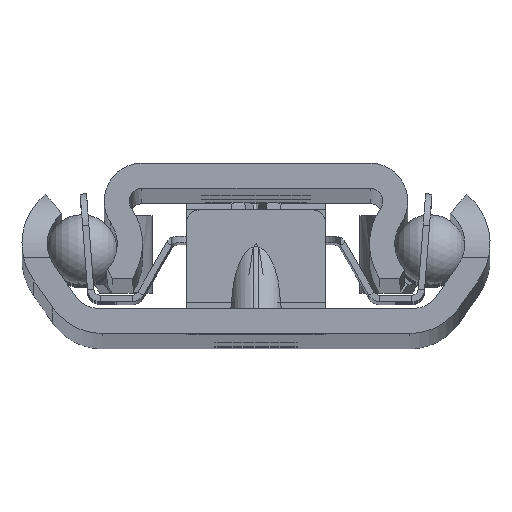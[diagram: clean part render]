
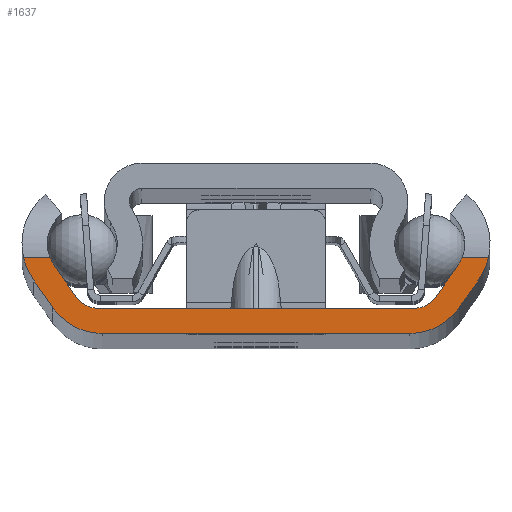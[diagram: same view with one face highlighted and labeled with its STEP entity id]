
A CAD part, top view. The second image highlights one B-rep face of the part: STEP entity #1637.
In plain terms, the highlighted planar face has unit normal (0, 0, 1).
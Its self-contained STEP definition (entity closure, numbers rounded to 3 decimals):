
#36=DIRECTION('',(-1.,0.,0.));
#37=VECTOR('',#36,2.086);
#38=CARTESIAN_POINT('',(18.377,6.,0.));
#39=LINE('',#38,#37);
#40=CARTESIAN_POINT('',(13.5,7.1,0.));
#41=DIRECTION('',(0.,0.,1.));
#42=DIRECTION('',(0.819,-0.574,0.));
#43=AXIS2_PLACEMENT_3D('',#40,#41,#42);
#45=DIRECTION('',(0.574,0.819,0.));
#46=VECTOR('',#45,2.694);
#47=CARTESIAN_POINT('',(16.051,2.026,0.));
#48=LINE('',#47,#46);
#49=DIRECTION('',(1.,0.,0.));
#50=VECTOR('',#49,24.319);
#51=CARTESIAN_POINT('',(-12.16,0.,0.));
#52=LINE('',#51,#50);
#53=DIRECTION('',(0.574,-0.819,0.));
#54=VECTOR('',#53,2.694);
#55=CARTESIAN_POINT('',(-17.596,4.232,0.));
#56=LINE('',#55,#54);
#57=CARTESIAN_POINT('',(-13.5,7.1,0.));
#58=DIRECTION('',(0.,0.,1.));
#59=DIRECTION('',(-0.975,-0.22,0.));
#60=AXIS2_PLACEMENT_3D('',#57,#58,#59);
#62=DIRECTION('',(-1.,0.,0.));
#63=VECTOR('',#62,2.086);
#64=CARTESIAN_POINT('',(-16.291,6.,0.));
#65=LINE('',#64,#63);
#66=CARTESIAN_POINT('',(-13.5,7.1,0.));
#67=DIRECTION('',(0.,0.,-1.));
#68=DIRECTION('',(-0.819,-0.574,0.));
#69=AXIS2_PLACEMENT_3D('',#66,#67,#68);
#71=DIRECTION('',(-0.574,0.819,0.));
#72=VECTOR('',#71,3.084);
#73=CARTESIAN_POINT('',(-14.188,2.853,0.));
#74=LINE('',#73,#72);
#75=DIRECTION('',(-1.,0.,0.));
#76=VECTOR('',#75,25.1);
#77=CARTESIAN_POINT('',(12.55,2.,0.));
#78=LINE('',#77,#76);
#79=DIRECTION('',(-0.574,-0.819,0.));
#80=VECTOR('',#79,3.084);
#81=CARTESIAN_POINT('',(15.957,5.379,0.));
#82=LINE('',#81,#80);
#83=CARTESIAN_POINT('',(13.5,7.1,0.));
#84=DIRECTION('',(0.,0.,-1.));
#85=DIRECTION('',(0.93,-0.367,0.));
#86=AXIS2_PLACEMENT_3D('',#83,#84,#85);
#125=CARTESIAN_POINT('',(12.55,4.,0.));
#126=DIRECTION('',(0.,0.,-1.));
#127=DIRECTION('',(0.819,-0.574,0.));
#128=AXIS2_PLACEMENT_3D('',#125,#126,#127);
#381=CARTESIAN_POINT('',(-12.55,4.,0.));
#382=DIRECTION('',(0.,0.,-1.));
#383=DIRECTION('',(0.,-1.,0.));
#384=AXIS2_PLACEMENT_3D('',#381,#382,#383);
#460=CARTESIAN_POINT('',(-12.16,4.75,0.));
#461=DIRECTION('',(0.,0.,1.));
#462=DIRECTION('',(-0.819,-0.574,0.));
#463=AXIS2_PLACEMENT_3D('',#460,#461,#462);
#660=CARTESIAN_POINT('',(12.16,4.75,0.));
#661=DIRECTION('',(0.,0.,1.));
#662=DIRECTION('',(0.,-1.,0.));
#663=AXIS2_PLACEMENT_3D('',#660,#661,#662);
#1330=CARTESIAN_POINT('',(-15.957,5.379,0.));
#1331=VERTEX_POINT('',#1330);
#1332=CARTESIAN_POINT('',(-17.596,4.232,0.));
#1333=VERTEX_POINT('',#1332);
#1334=CARTESIAN_POINT('',(17.596,4.232,0.));
#1335=VERTEX_POINT('',#1334);
#1336=CARTESIAN_POINT('',(15.957,5.379,0.));
#1337=VERTEX_POINT('',#1336);
#1339=CARTESIAN_POINT('',(12.55,2.,0.));
#1341=VERTEX_POINT('',#1339);
#1343=CARTESIAN_POINT('',(14.188,2.853,0.));
#1345=VERTEX_POINT('',#1343);
#1347=CARTESIAN_POINT('',(-14.188,2.853,0.));
#1349=VERTEX_POINT('',#1347);
#1351=CARTESIAN_POINT('',(-12.55,2.,0.));
#1353=VERTEX_POINT('',#1351);
#1354=CARTESIAN_POINT('',(16.051,2.026,0.));
#1356=VERTEX_POINT('',#1354);
#1360=CARTESIAN_POINT('',(12.16,0.,0.));
#1361=VERTEX_POINT('',#1360);
#1362=CARTESIAN_POINT('',(-12.16,0.,0.));
#1364=VERTEX_POINT('',#1362);
#1368=CARTESIAN_POINT('',(-16.051,2.026,0.));
#1369=VERTEX_POINT('',#1368);
#1370=CARTESIAN_POINT('',(18.377,6.,0.));
#1371=CARTESIAN_POINT('',(16.291,6.,0.));
#1372=VERTEX_POINT('',#1370);
#1373=VERTEX_POINT('',#1371);
#1374=CARTESIAN_POINT('',(-16.291,6.,0.));
#1375=CARTESIAN_POINT('',(-18.377,6.,0.));
#1376=VERTEX_POINT('',#1374);
#1377=VERTEX_POINT('',#1375);
#1598=CARTESIAN_POINT('',(0.,0.,0.));
#1599=DIRECTION('',(0.,0.,1.));
#1600=DIRECTION('',(1.,0.,0.));
#1601=AXIS2_PLACEMENT_3D('',#1598,#1599,#1600);
#1602=PLANE('',#1601);
#1604=ORIENTED_EDGE('',*,*,#1603,.F.);
#1606=ORIENTED_EDGE('',*,*,#1605,.F.);
#1608=ORIENTED_EDGE('',*,*,#1607,.F.);
#1610=ORIENTED_EDGE('',*,*,#1609,.F.);
#1612=ORIENTED_EDGE('',*,*,#1611,.F.);
#1614=ORIENTED_EDGE('',*,*,#1613,.F.);
#1616=ORIENTED_EDGE('',*,*,#1615,.F.);
#1618=ORIENTED_EDGE('',*,*,#1617,.F.);
#1620=ORIENTED_EDGE('',*,*,#1619,.F.);
#1622=ORIENTED_EDGE('',*,*,#1621,.F.);
#1624=ORIENTED_EDGE('',*,*,#1623,.F.);
#1626=ORIENTED_EDGE('',*,*,#1625,.F.);
#1628=ORIENTED_EDGE('',*,*,#1627,.F.);
#1630=ORIENTED_EDGE('',*,*,#1629,.F.);
#1632=ORIENTED_EDGE('',*,*,#1631,.F.);
#1634=ORIENTED_EDGE('',*,*,#1633,.F.);
#1635=EDGE_LOOP('',(#1604,#1606,#1608,#1610,#1612,#1614,#1616,#1618,#1620,#1622,
#1624,#1626,#1628,#1630,#1632,#1634));
#1636=FACE_OUTER_BOUND('',#1635,.F.);
#1637=ADVANCED_FACE('',(#1636),#1602,.T.);
#44=CIRCLE('',#43,5.);
#61=CIRCLE('',#60,5.);
#70=CIRCLE('',#69,3.);
#87=CIRCLE('',#86,3.);
#129=CIRCLE('',#128,2.);
#385=CIRCLE('',#384,2.);
#464=CIRCLE('',#463,4.75);
#664=CIRCLE('',#663,4.75);
#1603=EDGE_CURVE('',#1372,#1373,#39,.T.);
#1605=EDGE_CURVE('',#1335,#1372,#44,.T.);
#1607=EDGE_CURVE('',#1356,#1335,#48,.T.);
#1609=EDGE_CURVE('',#1361,#1356,#664,.T.);
#1611=EDGE_CURVE('',#1364,#1361,#52,.T.);
#1613=EDGE_CURVE('',#1369,#1364,#464,.T.);
#1615=EDGE_CURVE('',#1333,#1369,#56,.T.);
#1617=EDGE_CURVE('',#1377,#1333,#61,.T.);
#1619=EDGE_CURVE('',#1376,#1377,#65,.T.);
#1621=EDGE_CURVE('',#1331,#1376,#70,.T.);
#1623=EDGE_CURVE('',#1349,#1331,#74,.T.);
#1625=EDGE_CURVE('',#1353,#1349,#385,.T.);
#1627=EDGE_CURVE('',#1341,#1353,#78,.T.);
#1629=EDGE_CURVE('',#1345,#1341,#129,.T.);
#1631=EDGE_CURVE('',#1337,#1345,#82,.T.);
#1633=EDGE_CURVE('',#1373,#1337,#87,.T.);
